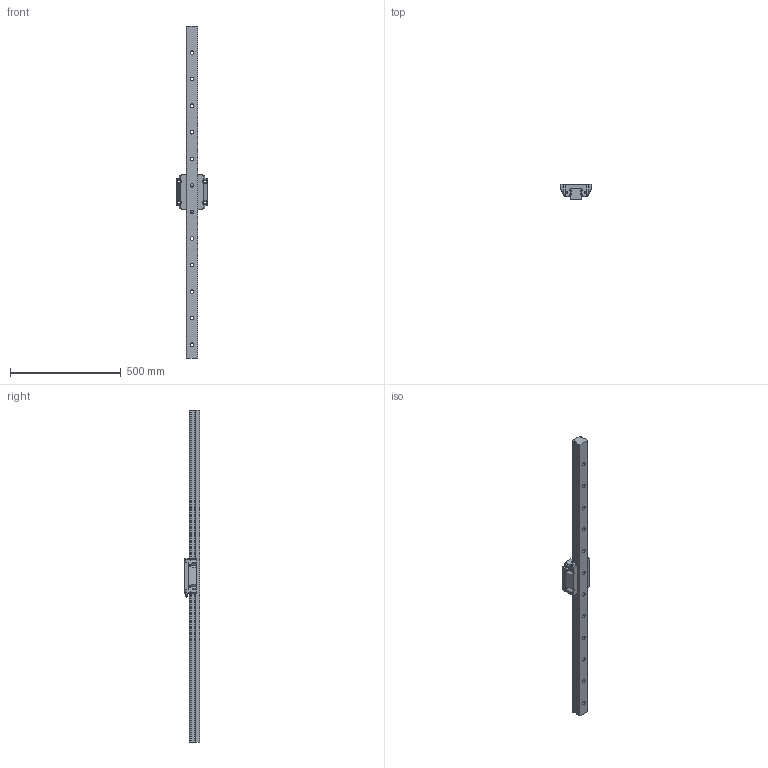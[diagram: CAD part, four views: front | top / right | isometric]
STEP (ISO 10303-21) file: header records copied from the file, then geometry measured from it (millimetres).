
FILE_DESCRIPTION (( 'STEP AP203' ), '1' );
FILE_NAME ('H580367d1-80dc-462d-a012-2fb9a77e342a.step', '2015-07-17T19:45:05', ( 'dsemanik' ), ( 'Microsoft' ), 'SwSTEP 2.0', 'SolidWorks 2013', '' );
FILE_SCHEMA (( 'CONFIG_CONTROL_DESIGN' ));
Length unit declared in the file: inch
Products named in the file (6): BasePoint; NH55 Rail; NH55EA_STD; B-PT18; NH55EA_AMBLY_STD; H580367d1-80dc-462d-a012-2fb9a77e342a
Assembly tree (4 placements, depth 3):
  BasePoint
  H580367d1-80dc-462d-a012-2fb9a77e342a
    NH55 Rail
    NH55EA_AMBLY_STD
      NH55EA_STD
      B-PT18
Bounding box: 140 x 70 x 1500 mm (x, y, z)
Volume: 4087164.8 mm3; surface area: 440841.4 mm2
Topology: 3 solids, 3 shells, 410 faces, 1092 edges, 715 vertices
Faces by surface type: plane 234, cylinder 138, torus 30, cone 4, sphere 4
Entity records: 13695 total; most frequent: CARTESIAN_POINT 2779, ORIENTED_EDGE 2176, DIRECTION 2114, EDGE_CURVE 1088, VERTEX_POINT 713, LINE 706, VECTOR 706, AXIS2_PLACEMENT_3D 704
